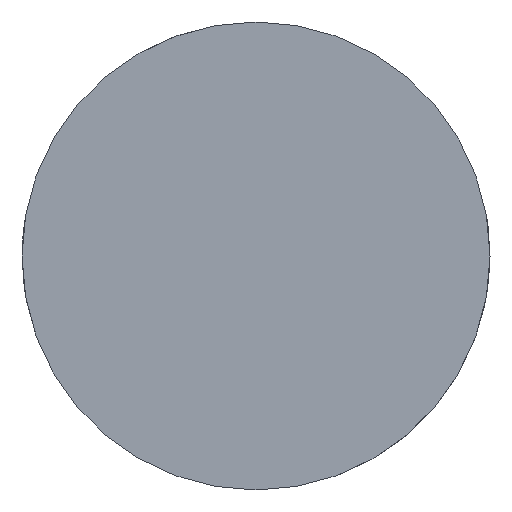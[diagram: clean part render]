
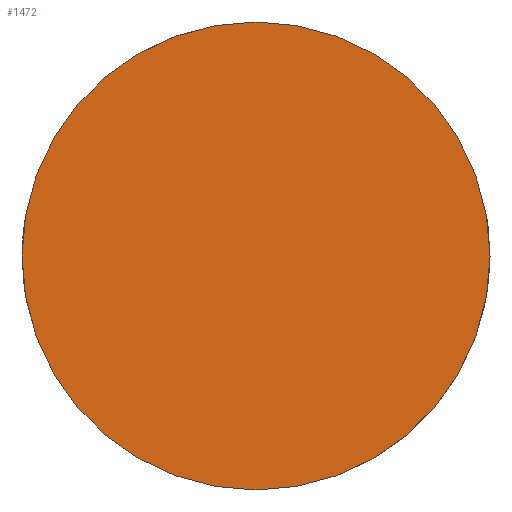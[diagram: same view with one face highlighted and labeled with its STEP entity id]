
A CAD part, front view. The second image highlights one B-rep face of the part: STEP entity #1472.
In plain terms, the highlighted planar face has unit normal (0, -1, 0).
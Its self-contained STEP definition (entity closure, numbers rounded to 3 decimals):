
#805 = CARTESIAN_POINT ( 'NONE',  ( 0., 0., -50. ) ) ;
#1336 = CARTESIAN_POINT ( 'NONE',  ( 0., 0., 50. ) ) ;
#1363 = CARTESIAN_POINT ( 'NONE',  ( 0., 0., 0. ) ) ;
#1366 = CIRCLE ( 'NONE', #1417, 50. ) ;
#1415 = DIRECTION ( 'NONE',  ( 0., 0., 1. ) ) ;
#1416 = DIRECTION ( 'NONE',  ( 0., 1., 0. ) ) ;
#1417 = AXIS2_PLACEMENT_3D ( 'NONE', #1363, #1416, #1415 ) ;
#1440 = EDGE_LOOP ( 'NONE', ( #1474, #1450 ) ) ;
#1450 = ORIENTED_EDGE ( 'NONE', *, *, #1504, .F. ) ;
#1472 = ADVANCED_FACE ( 'NONE', ( #2225 ), #2224, .T. ) ;
#1474 = ORIENTED_EDGE ( 'NONE', *, *, #2460, .F. ) ;
#1504 = EDGE_CURVE ( 'NONE', #2474, #2425, #2283, .T. ) ;
#2214 = DIRECTION ( 'NONE',  ( 0., -1., 0. ) ) ;
#2215 = CARTESIAN_POINT ( 'NONE',  ( -50., 0., 0. ) ) ;
#2224 = PLANE ( 'NONE',  #2233 ) ;
#2225 = FACE_OUTER_BOUND ( 'NONE', #1440, .T. ) ;
#2233 = AXIS2_PLACEMENT_3D ( 'NONE', #2215, #2214, #2269 ) ;
#2269 = DIRECTION ( 'NONE',  ( 0., 0., -1. ) ) ;
#2272 = AXIS2_PLACEMENT_3D ( 'NONE', #2281, #2327, #2326 ) ;
#2281 = CARTESIAN_POINT ( 'NONE',  ( 0., 0., 0. ) ) ;
#2283 = CIRCLE ( 'NONE', #2272, 50. ) ;
#2326 = DIRECTION ( 'NONE',  ( 0., 0., 1. ) ) ;
#2327 = DIRECTION ( 'NONE',  ( 0., 1., 0. ) ) ;
#2425 = VERTEX_POINT ( 'NONE', #1336 ) ;
#2460 = EDGE_CURVE ( 'NONE', #2425, #2474, #1366, .T. ) ;
#2474 = VERTEX_POINT ( 'NONE', #805 ) ;
